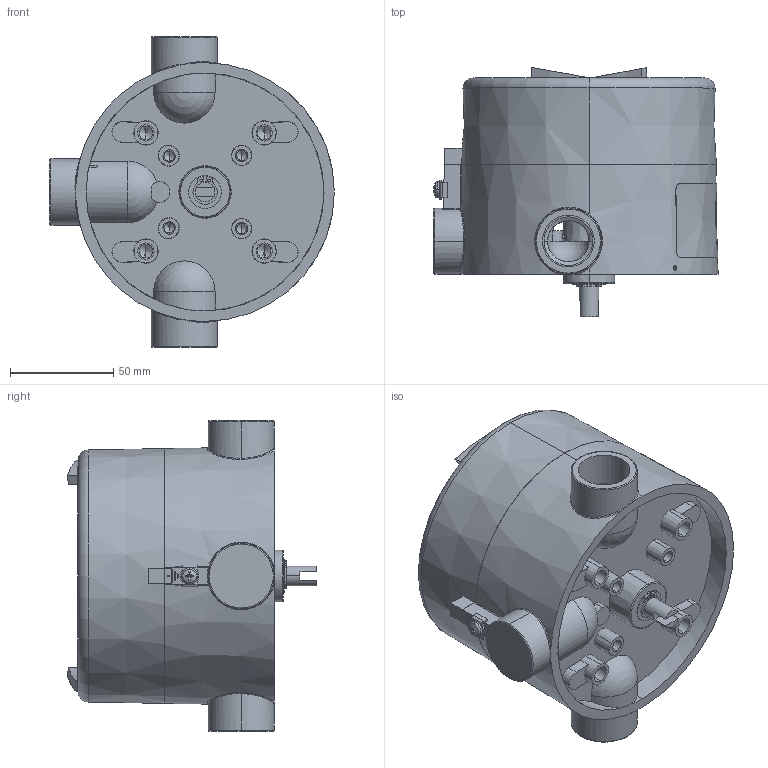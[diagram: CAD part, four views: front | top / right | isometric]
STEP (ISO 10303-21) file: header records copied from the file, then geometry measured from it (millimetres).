
FILE_DESCRIPTION (( 'STEP AP214' ), '1' );
FILE_NAME ('DSDM med T-spindel_151007.STEP', '2015-10-13T11:09:33', ( '' ), ( '' ), 'SwSTEP 2.0', 'SolidWorks 2015', '' );
FILE_SCHEMA (( 'AUTOMOTIVE_DESIGN' ));
Length unit declared in the file: millimetre
Products named in the file (1): DSDM med T-spindel_151007
Bounding box: 137.62 x 120.36 x 150 mm (x, y, z)
Volume: 436599.9 mm3; surface area: 160006.7 mm2
Topology: 11 solids, 11 shells, 684 faces, 1658 edges, 1014 vertices
Faces by surface type: cylinder 214, cone 189, plane 189, torus 66, bspline 18, sphere 8
Entity records: 23322 total; most frequent: CARTESIAN_POINT 7219, DIRECTION 3556, ORIENTED_EDGE 3212, EDGE_CURVE 1606, AXIS2_PLACEMENT_3D 1466, VERTEX_POINT 1008, CIRCLE 799, EDGE_LOOP 774
